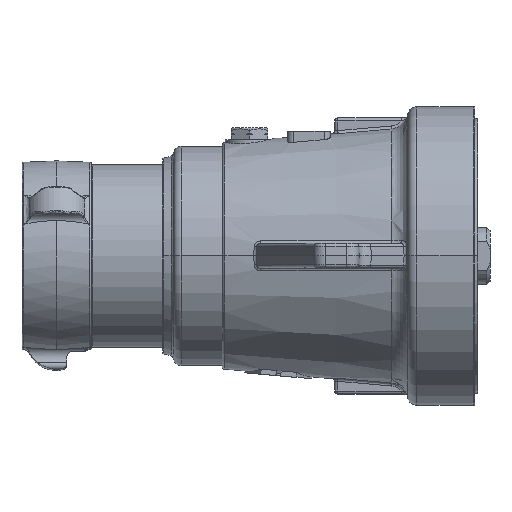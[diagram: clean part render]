
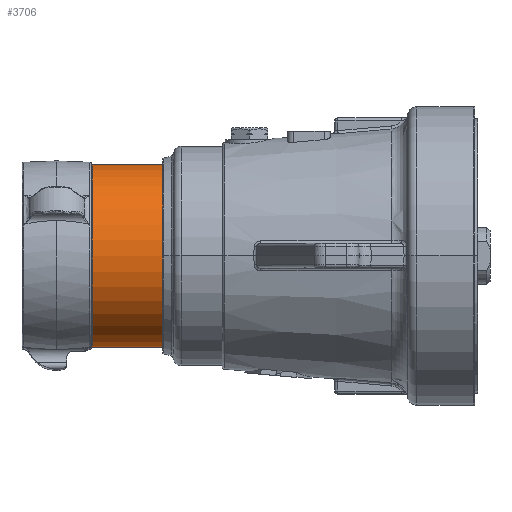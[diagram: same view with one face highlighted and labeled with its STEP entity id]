
A CAD part, top view. The second image highlights one B-rep face of the part: STEP entity #3706.
In plain terms, the highlighted cylindrical face has radius 47.53 mm (diameter 95.059 mm), a partial arc.
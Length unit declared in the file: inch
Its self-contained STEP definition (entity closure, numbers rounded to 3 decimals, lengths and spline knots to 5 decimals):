
#1123=CARTESIAN_POINT('',(2.0845,0.,0.));
#1124=DIRECTION('',(1.,0.,0.));
#1125=DIRECTION('',(0.,1.,0.));
#1126=AXIS2_PLACEMENT_3D('',#1123,#1124,#1125);
#1128=CARTESIAN_POINT('',(0.5845,0.,0.));
#1129=DIRECTION('',(-1.,0.,0.));
#1130=DIRECTION('',(0.,-1.,0.));
#1131=AXIS2_PLACEMENT_3D('',#1128,#1129,#1130);
#1185=DIRECTION('',(1.,0.,0.));
#1186=VECTOR('',#1185,1.5);
#1187=CARTESIAN_POINT('',(0.5845,1.87125,0.));
#1188=LINE('',#1187,#1186);
#1194=DIRECTION('',(1.,0.,0.));
#1195=VECTOR('',#1194,1.5);
#1196=CARTESIAN_POINT('',(0.5845,-1.87125,0.));
#1197=LINE('',#1196,#1195);
#1471=CARTESIAN_POINT('',(0.5845,-1.87125,0.));
#1472=CARTESIAN_POINT('',(0.5845,1.87125,0.));
#1473=VERTEX_POINT('',#1471);
#1474=VERTEX_POINT('',#1472);
#1475=CARTESIAN_POINT('',(2.0845,-1.87125,0.));
#1476=CARTESIAN_POINT('',(2.0845,1.87125,0.));
#1477=VERTEX_POINT('',#1475);
#1478=VERTEX_POINT('',#1476);
#3691=CARTESIAN_POINT('',(7.4531,0.,0.));
#3692=DIRECTION('',(-1.,0.,0.));
#3693=DIRECTION('',(0.,-1.,0.));
#3694=AXIS2_PLACEMENT_3D('',#3691,#3692,#3693);
#3695=CYLINDRICAL_SURFACE('',#3694,1.87125);
#3697=ORIENTED_EDGE('',*,*,#3696,.T.);
#3699=ORIENTED_EDGE('',*,*,#3698,.F.);
#3701=ORIENTED_EDGE('',*,*,#3700,.T.);
#3703=ORIENTED_EDGE('',*,*,#3702,.T.);
#3704=EDGE_LOOP('',(#3697,#3699,#3701,#3703));
#3705=FACE_OUTER_BOUND('',#3704,.F.);
#1127=CIRCLE('',#1126,1.87125);
#1132=CIRCLE('',#1131,1.87125);
#3696=EDGE_CURVE('',#1478,#1477,#1127,.T.);
#3698=EDGE_CURVE('',#1473,#1477,#1197,.T.);
#3700=EDGE_CURVE('',#1473,#1474,#1132,.T.);
#3702=EDGE_CURVE('',#1474,#1478,#1188,.T.);
#3706=ADVANCED_FACE('',(#3705),#3695,.T.);
